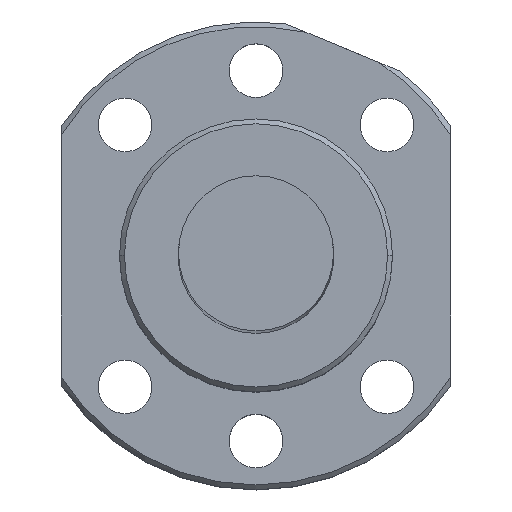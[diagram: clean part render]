
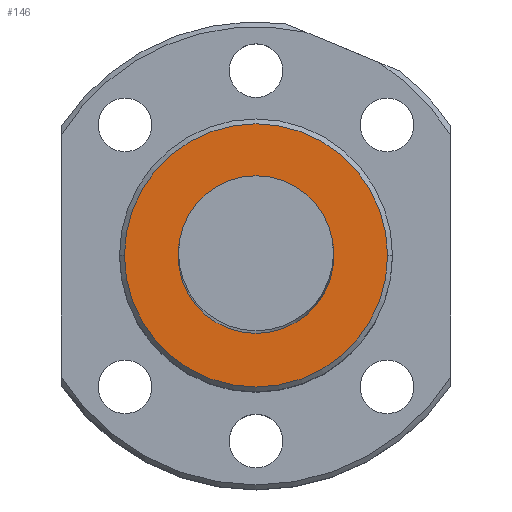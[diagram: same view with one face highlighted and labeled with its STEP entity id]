
A CAD part, top view. The second image highlights one B-rep face of the part: STEP entity #146.
In plain terms, the highlighted face is planar.
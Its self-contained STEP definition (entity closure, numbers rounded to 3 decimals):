
#7 = CARTESIAN_POINT ( 'NONE',  ( -13.662, -13.662, -45. ) ) ;
#146 = ADVANCED_FACE ( 'NONE', ( #1203, #1220 ), #1680, .F. ) ;
#172 = VERTEX_POINT ( 'NONE', #639 ) ;
#185 = DIRECTION ( 'NONE',  ( 1., 0., 0. ) ) ;
#214 = DIRECTION ( 'NONE',  ( 0., 0., 1. ) ) ;
#226 = DIRECTION ( 'NONE',  ( 0., 0., -1. ) ) ;
#236 = CARTESIAN_POINT ( 'NONE',  ( 0., 0., -45. ) ) ;
#342 = AXIS2_PLACEMENT_3D ( 'NONE', #1695, #1688, #1666 ) ;
#347 = ORIENTED_EDGE ( 'NONE', *, *, #1361, .T. ) ;
#408 = DIRECTION ( 'NONE',  ( 1., 0., 0. ) ) ;
#566 = CIRCLE ( 'NONE', #1578, 8. ) ;
#639 = CARTESIAN_POINT ( 'NONE',  ( -8., 0., -45. ) ) ;
#673 = VERTEX_POINT ( 'NONE', #1704 ) ;
#683 = CIRCLE ( 'NONE', #342, 13.5 ) ;
#723 = AXIS2_PLACEMENT_3D ( 'NONE', #1803, #1761, #1748 ) ;
#743 = EDGE_LOOP ( 'NONE', ( #1144, #765 ) ) ;
#765 = ORIENTED_EDGE ( 'NONE', *, *, #1496, .F. ) ;
#819 = CIRCLE ( 'NONE', #723, 8. ) ;
#854 = VERTEX_POINT ( 'NONE', #962 ) ;
#861 = DIRECTION ( 'NONE',  ( 1., 0., 0. ) ) ;
#863 = DIRECTION ( 'NONE',  ( 0., 0., -1. ) ) ;
#882 = CARTESIAN_POINT ( 'NONE',  ( 0., 0., -45. ) ) ;
#884 = EDGE_CURVE ( 'NONE', #854, #172, #566, .T. ) ;
#962 = CARTESIAN_POINT ( 'NONE',  ( 8., 0., -45. ) ) ;
#1144 = ORIENTED_EDGE ( 'NONE', *, *, #884, .F. ) ;
#1161 = AXIS2_PLACEMENT_3D ( 'NONE', #7, #214, #408 ) ;
#1203 = FACE_BOUND ( 'NONE', #743, .T. ) ;
#1220 = FACE_OUTER_BOUND ( 'NONE', #1565, .T. ) ;
#1361 = EDGE_CURVE ( 'NONE', #673, #1537, #1823, .T. ) ;
#1385 = AXIS2_PLACEMENT_3D ( 'NONE', #236, #226, #185 ) ;
#1496 = EDGE_CURVE ( 'NONE', #172, #854, #819, .T. ) ;
#1499 = EDGE_CURVE ( 'NONE', #1537, #673, #683, .T. ) ;
#1537 = VERTEX_POINT ( 'NONE', #1615 ) ;
#1565 = EDGE_LOOP ( 'NONE', ( #1664, #347 ) ) ;
#1578 = AXIS2_PLACEMENT_3D ( 'NONE', #882, #863, #861 ) ;
#1615 = CARTESIAN_POINT ( 'NONE',  ( 13.5, 0., -45. ) ) ;
#1664 = ORIENTED_EDGE ( 'NONE', *, *, #1499, .T. ) ;
#1666 = DIRECTION ( 'NONE',  ( 1., 0., 0. ) ) ;
#1680 = PLANE ( 'NONE',  #1161 ) ;
#1688 = DIRECTION ( 'NONE',  ( 0., 0., -1. ) ) ;
#1695 = CARTESIAN_POINT ( 'NONE',  ( 0., 0., -45. ) ) ;
#1704 = CARTESIAN_POINT ( 'NONE',  ( -13.5, 0., -45. ) ) ;
#1748 = DIRECTION ( 'NONE',  ( 1., 0., 0. ) ) ;
#1761 = DIRECTION ( 'NONE',  ( 0., 0., -1. ) ) ;
#1803 = CARTESIAN_POINT ( 'NONE',  ( 0., 0., -45. ) ) ;
#1823 = CIRCLE ( 'NONE', #1385, 13.5 ) ;
